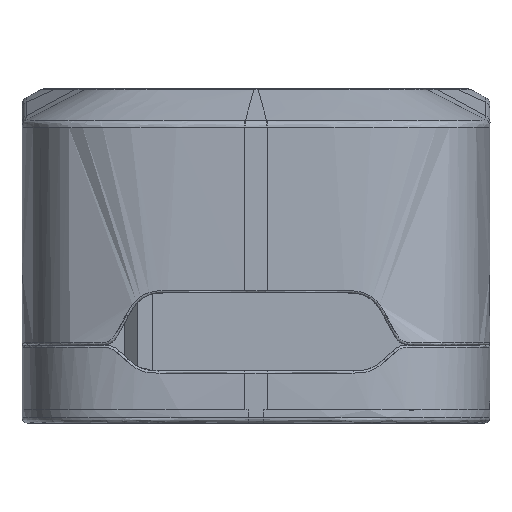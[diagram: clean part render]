
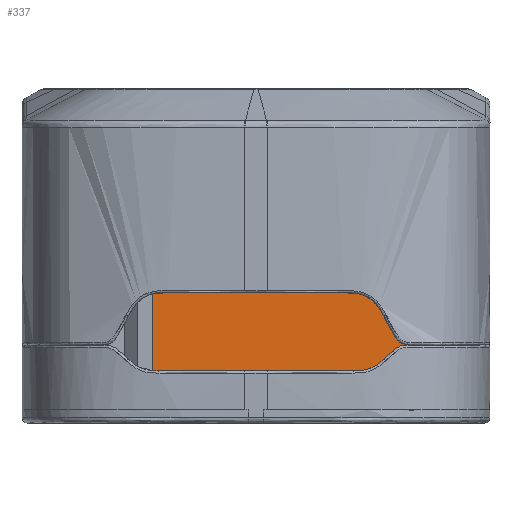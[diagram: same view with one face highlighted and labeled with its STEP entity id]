
A CAD part, left-side view. The second image highlights one B-rep face of the part: STEP entity #337.
In plain terms, the highlighted planar face has unit normal (-1, 0, 0).
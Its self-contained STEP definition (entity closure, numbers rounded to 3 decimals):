
#337=ADVANCED_FACE('',(#823),#7922,.T.);
#823=FACE_OUTER_BOUND('',#1313,.T.);
#1313=EDGE_LOOP('',(#3112,#3113,#3114,#3115));
#3112=ORIENTED_EDGE('',*,*,#4896,.T.);
#3113=ORIENTED_EDGE('',*,*,#4897,.T.);
#3114=ORIENTED_EDGE('',*,*,#4898,.T.);
#3115=ORIENTED_EDGE('',*,*,#4899,.T.);
#4896=EDGE_CURVE('',#7220,#7221,#6252,.T.);
#4897=EDGE_CURVE('',#7221,#6966,#6253,.T.);
#4898=EDGE_CURVE('',#6966,#6967,#6254,.T.);
#4899=EDGE_CURVE('',#6967,#7220,#6255,.T.);
#6252=B_SPLINE_CURVE_WITH_KNOTS('',1,(#20722,#20723),.UNSPECIFIED.,.F.,
 .F.,(2,2),(-33.341,-3.354),.UNSPECIFIED.);
#6253=B_SPLINE_CURVE_WITH_KNOTS('',1,(#20724,#20725),.UNSPECIFIED.,.F.,
 .F.,(2,2),(-31.335,-2.835),.UNSPECIFIED.);
#6254=B_SPLINE_CURVE_WITH_KNOTS('',1,(#20726,#20727),.UNSPECIFIED.,.F.,
 .F.,(2,2),(3.354,33.341),.UNSPECIFIED.);
#6255=B_SPLINE_CURVE_WITH_KNOTS('',1,(#20728,#20729),.UNSPECIFIED.,.F.,
 .F.,(2,2),(2.835,31.335),.UNSPECIFIED.);
#6966=VERTEX_POINT('',#17358);
#6967=VERTEX_POINT('',#17359);
#7220=VERTEX_POINT('',#17612);
#7221=VERTEX_POINT('',#17613);
#7922=PLANE('',#8130);
#8130=AXIS2_PLACEMENT_3D('',#16995,#8322,$);
#8322=DIRECTION('',(-1.,0.,0.));
#16995=CARTESIAN_POINT('',(-49.,14.994,-6.338));
#17358=CARTESIAN_POINT('',(-49.,-14.994,22.162));
#17359=CARTESIAN_POINT('',(-49.,14.994,22.162));
#17612=CARTESIAN_POINT('',(-49.,14.994,-6.338));
#17613=CARTESIAN_POINT('',(-49.,-14.994,-6.338));
#20722=CARTESIAN_POINT('',(-49.,14.994,-6.338));
#20723=CARTESIAN_POINT('',(-49.,-14.994,-6.338));
#20724=CARTESIAN_POINT('',(-49.,-14.994,-6.338));
#20725=CARTESIAN_POINT('',(-49.,-14.994,22.162));
#20726=CARTESIAN_POINT('',(-49.,-14.994,22.162));
#20727=CARTESIAN_POINT('',(-49.,14.994,22.162));
#20728=CARTESIAN_POINT('',(-49.,14.994,22.162));
#20729=CARTESIAN_POINT('',(-49.,14.994,-6.338));
